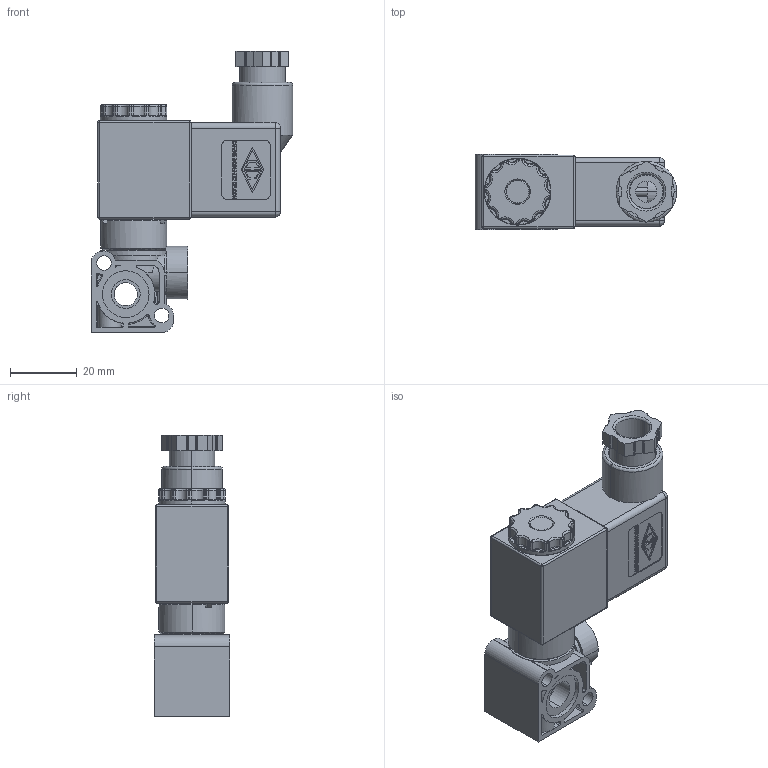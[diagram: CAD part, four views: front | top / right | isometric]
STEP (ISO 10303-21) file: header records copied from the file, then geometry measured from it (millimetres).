
FILE_DESCRIPTION (( 'STEP AP214' ), '1' );
FILE_NAME ('DVP-2CC1C-24D.step', '2016-04-27T15:24:59', ( '' ), ( '' ), 'SwSTEP 2.0', 'SolidWorks 2015', '' );
FILE_SCHEMA (( 'AUTOMOTIVE_DESIGN' ));
Length unit declared in the file: inch
Products named in the file (1): DVP-2CC1C-24D
Bounding box: 60.38 x 22.61 x 84.33 mm (x, y, z)
Volume: 35000.6 mm3; surface area: 25263.7 mm2
Topology: 2 solids, 2 shells, 1445 faces, 3781 edges, 2403 vertices
Faces by surface type: plane 660, bspline 408, cylinder 308, torus 38, cone 31
Entity records: 69047 total; most frequent: CARTESIAN_POINT 17204, ORIENTED_EDGE 7462, DIRECTION 5863, EDGE_CURVE 3731, VERTEX_POINT 2403, LINE 2089, VECTOR 2089, AXIS2_PLACEMENT_3D 1887
